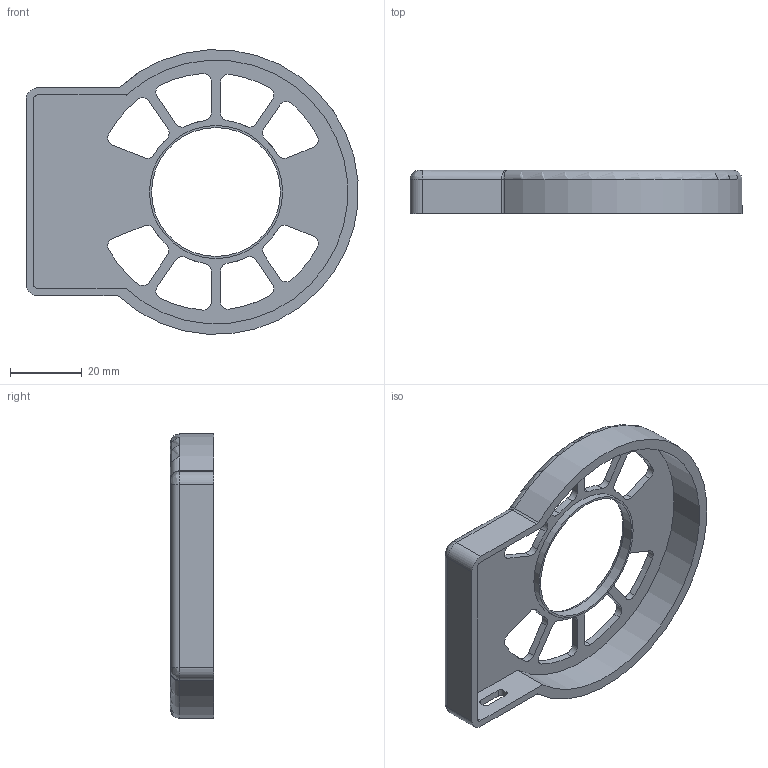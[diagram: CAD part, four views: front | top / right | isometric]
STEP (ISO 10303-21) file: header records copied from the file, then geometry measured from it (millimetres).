
FILE_DESCRIPTION(/* description */ (''),/* implementation_level */ '2;1');
FILE_NAME(/* name */ 'tongyu_top 1.step',/* time_stamp */ '2025-07-13T05:19:05-07:00',/* author */ (''),/* organization */ (''),/* preprocessor_version */ 'ST-DEVELOPER v20.1',/* originating_system */ 'Autodesk Translation Framework v14.10.0.0',/* authorisation */ '');
FILE_SCHEMA (('AUTOMOTIVE_DESIGN { 1 0 10303 214 3 1 1 }'));
Length unit declared in the file: millimetre
Products named in the file (1): minimaimai
Bounding box: 92.48 x 12 x 79.24 mm (x, y, z)
Volume: 14171.8 mm3; surface area: 14520.4 mm2
Topology: 1 solids, 1 shells, 102 faces, 286 edges, 186 vertices
Faces by surface type: cylinder 49, plane 31, bspline 20, torus 2
Full cylindrical faces by diameter (mm): 35.883 x1, 37.083 x1
Entity records: 3534 total; most frequent: CARTESIAN_POINT 889, ORIENTED_EDGE 568, DIRECTION 516, EDGE_CURVE 284, VERTEX_POINT 186, AXIS2_PLACEMENT_3D 185, LINE 146, VECTOR 146
